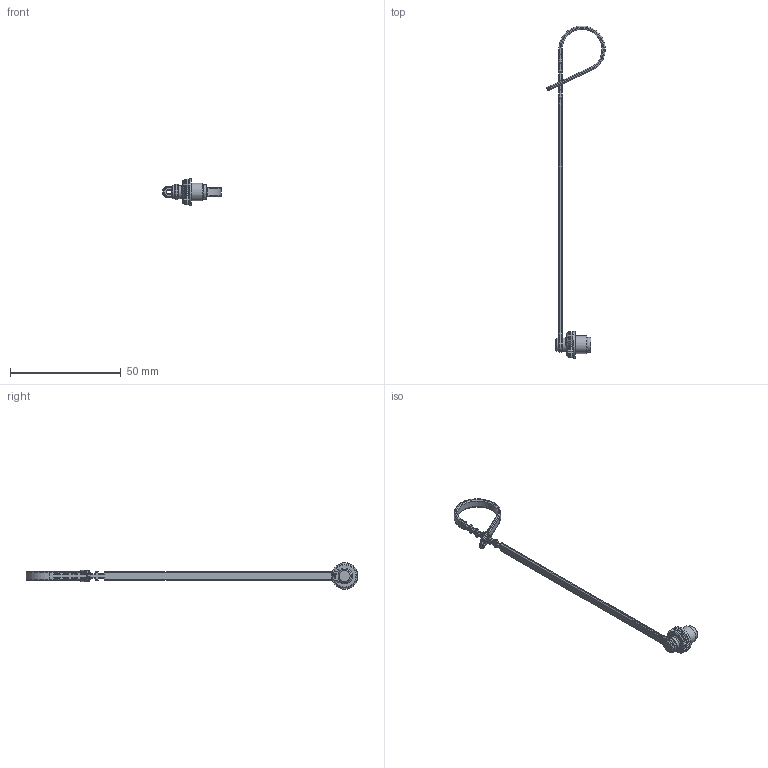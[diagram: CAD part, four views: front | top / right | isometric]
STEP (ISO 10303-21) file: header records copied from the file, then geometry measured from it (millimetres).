
FILE_DESCRIPTION(/* description */ (''),/* implementation_level */ '2;1');
FILE_NAME(/* name */ '08 2841 000 000 001.stp',/* time_stamp */ '2021-05-03T12:04:09+02:00',/* author */ (''),/* organization */ (''),/* preprocessor_version */ 'ST-DEVELOPER v16',/* originating_system */ 'SIEMENS PLM Software NX 11.0',/* authorisation */ '');
FILE_SCHEMA (('AUTOMOTIVE_DESIGN { 1 0 10303 214 3 1 1 1 }'));
Length unit declared in the file: millimetre
Products named in the file (1): rhen36707B9Airlw
Bounding box: 26.45 x 149.97 x 12 mm (x, y, z)
Volume: 1670.9 mm3; surface area: 2792.5 mm2
Topology: 1 solids, 1 shells, 536 faces, 1298 edges, 770 vertices
Faces by surface type: cylinder 230, plane 184, torus 68, bspline 48, cone 6
Full cylindrical faces by diameter (mm): 5 x1, 5.8 x1, 6 x2, 6.6 x1, 8 x1, 12 x1
Entity records: 15949 total; most frequent: CARTESIAN_POINT 3539, DIRECTION 2676, ORIENTED_EDGE 2558, EDGE_CURVE 1279, AXIS2_PLACEMENT_3D 1010, VERTEX_POINT 766, LINE 656, VECTOR 656
